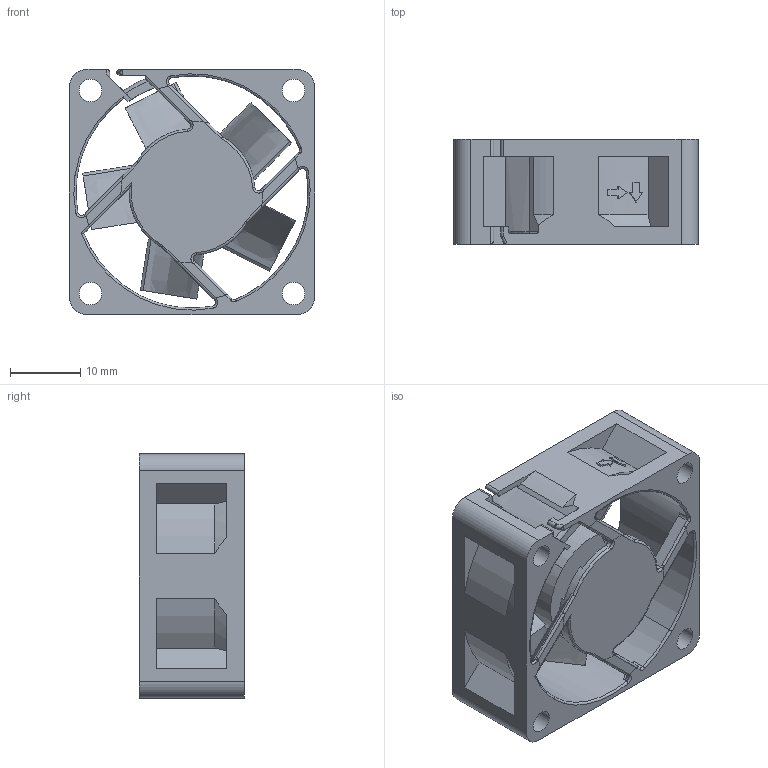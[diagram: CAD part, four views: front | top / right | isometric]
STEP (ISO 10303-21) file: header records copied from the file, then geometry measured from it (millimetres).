
FILE_DESCRIPTION((''),'2;1');
FILE_NAME('ASB03512HB-F00','2020-11-11T',('LIEN.CHEN'),(''),'CREO PARAMETRIC BY PTC INC, 2015080','CREO PARAMETRIC BY PTC INC, 2015080','');
FILE_SCHEMA(('CONFIG_CONTROL_DESIGN'));
Length unit declared in the file: millimetre
Products named in the file (1): ASB03512HB-F00
Bounding box: 35 x 15.09 x 35 mm (x, y, z)
Volume: 6827.7 mm3; surface area: 7847.7 mm2
Topology: 2 solids, 2 shells, 241 faces, 642 edges, 411 vertices
Faces by surface type: plane 103, cylinder 76, torus 27, bspline 17, extrusion 10, cone 8
Entity records: 9296 total; most frequent: CARTESIAN_POINT 3387, ORIENTED_EDGE 1284, DIRECTION 1125, EDGE_CURVE 642, VERTEX_POINT 411, AXIS2_PLACEMENT_3D 399, VECTOR 327, LINE 317
